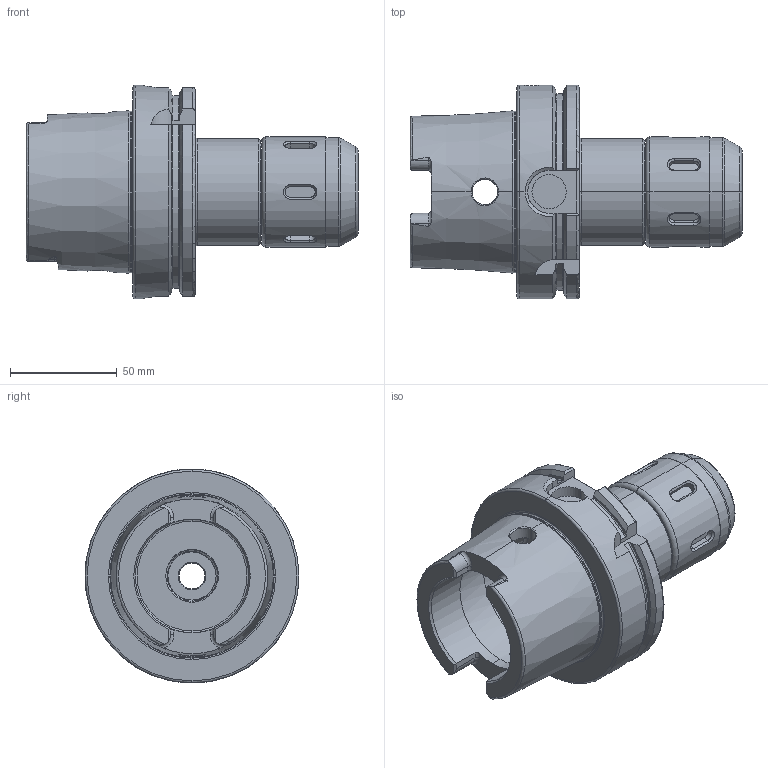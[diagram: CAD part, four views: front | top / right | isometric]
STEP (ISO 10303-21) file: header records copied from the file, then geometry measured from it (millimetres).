
FILE_DESCRIPTION (( 'STEP AP203' ), '1' );
FILE_NAME ('A100.64.20.STEP', '2016-11-26T05:50:49', ( '' ), ( '' ), 'SwSTEP 2.0', 'SolidWorks 2012', '' );
FILE_SCHEMA (( 'CONFIG_CONTROL_DESIGN' ));
Length unit declared in the file: millimetre
Products named in the file (15): A100.64.20; 2-41311007AD_P_刀桿_墊圈_墊片_φ28.65x0.3L_0.3t__SPCC_101.26.204; 2-45300002U1_P_刀桿_橡膠_橡膠套_φ37.68x6L _橡膠_101.66.2011; 2-41411006B5_P_刀桿_扣環_軸用C型_φ25.5_0.8t_SK7__101.26.208; 2-41311008AD_P_刀桿_墊圈_墊片_φ31.4x0.2L_0.2t__SPCC_101.26.206; 2-41411005B5_P_刀桿_扣環_軸用C型_φ34_0.65t_SK7__101.26.207; 2-01.905.0200490D9.500_P_T_強力形20_標_八溝(有穿透)_螺帽_45_D9_噴砂車亮_無動_無_110.66.20R; 2-02531002U1_P_共用_O型環_油封_φ30.7x1.5L_黑色_橡膠_101.26.209; 20保持器+7.8L滾針; 2-41311006AD_P_刀桿_墊圈_墊片_φ31.4x0.5L_0.5t__SPCC_101.26.203; 2-41411004B5_P_刀桿_扣環_軸用C型_φ34_1.2t_SK7__101.26.205; 2-42311001G7_｣p2_7.8L; 強力形20螺帽; 2-99.000.0200311AD.200_保持器20
Assembly tree (146 placements, depth 4):
  A100.64.20
    A100.64.20
    2-01.905.0200490D9.500_P_T_強力形20_標_八溝(有穿透)_螺帽_45_D9_噴砂車亮_無動_無_110.66.20R
      強力形20螺帽
      20保持器+7.8L滾針
        2-99.000.0200311AD.200_保持器20
        2-42311001G7_｣p2_7.8L  x132
      2-41311006AD_P_刀桿_墊圈_墊片_φ31.4x0.5L_0.5t__SPCC_101.26.203
      2-41411004B5_P_刀桿_扣環_軸用C型_φ34_1.2t_SK7__101.26.205
      2-41311008AD_P_刀桿_墊圈_墊片_φ31.4x0.2L_0.2t__SPCC_101.26.206  x2
      2-02531002U1_P_共用_O型環_油封_φ30.7x1.5L_黑色_橡膠_101.26.209
      2-41411005B5_P_刀桿_扣環_軸用C型_φ34_0.65t_SK7__101.26.207
    2-45300002U1_P_刀桿_橡膠_橡膠套_φ37.68x6L _橡膠_101.66.2011
    2-41311007AD_P_刀桿_墊圈_墊片_φ28.65x0.3L_0.3t__SPCC_101.26.204
    2-41411006B5_P_刀桿_扣環_軸用C型_φ25.5_0.8t_SK7__101.26.208
Bounding box: 155.15 x 100 x 100 mm (x, y, z)
Volume: 369945.7 mm3; surface area: 100934.4 mm2
Topology: 144 solids, 144 shells, 2123 faces, 4898 edges, 3074 vertices
Faces by surface type: torus 628, sphere 528, cylinder 513, plane 294, cone 138, bspline 22
Entity records: 43492 total; most frequent: CARTESIAN_POINT 19597, DIRECTION 4005, ORIENTED_EDGE 3908, EDGE_CURVE 1954, AXIS2_PLACEMENT_3D 1659, VERTEX_POINT 1232, EDGE_LOOP 954, FACE_OUTER_BOUND 807
